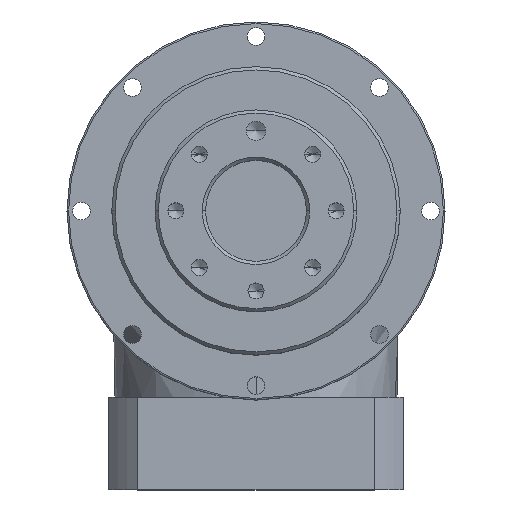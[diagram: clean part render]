
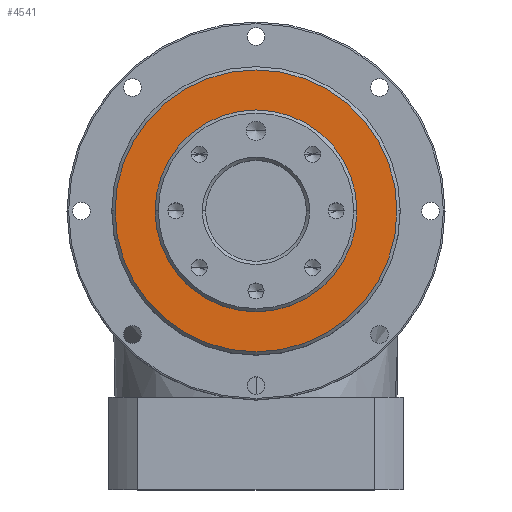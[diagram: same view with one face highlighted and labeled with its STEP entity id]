
A CAD part, top view. The second image highlights one B-rep face of the part: STEP entity #4541.
In plain terms, the highlighted planar face has unit normal (0, 0, 1).
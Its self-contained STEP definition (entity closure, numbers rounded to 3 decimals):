
#237 = CARTESIAN_POINT ( 'NONE',  ( 0., 0., -6. ) ) ;
#321 = CARTESIAN_POINT ( 'NONE',  ( 0., 0., -6. ) ) ;
#454 = ORIENTED_EDGE ( 'NONE', *, *, #7670, .F. ) ;
#460 = CIRCLE ( 'NONE', #3621, 44. ) ;
#580 = AXIS2_PLACEMENT_3D ( 'NONE', #4086, #9688, #4883 ) ;
#707 = DIRECTION ( 'NONE',  ( 1., 0., 0. ) ) ;
#798 = CIRCLE ( 'NONE', #580, 31.5 ) ;
#1024 = DIRECTION ( 'NONE',  ( 1., 0., 0. ) ) ;
#2188 = ORIENTED_EDGE ( 'NONE', *, *, #4867, .T. ) ;
#3115 = VERTEX_POINT ( 'NONE', #3549 ) ;
#3549 = CARTESIAN_POINT ( 'NONE',  ( -31.5, 0., -6. ) ) ;
#3621 = AXIS2_PLACEMENT_3D ( 'NONE', #9468, #4652, #10282 ) ;
#4086 = CARTESIAN_POINT ( 'NONE',  ( 0., 0., -6. ) ) ;
#4329 = AXIS2_PLACEMENT_3D ( 'NONE', #237, #5787, #1024 ) ;
#4359 = DIRECTION ( 'NONE',  ( 0., 0., 1. ) ) ;
#4541 = ADVANCED_FACE ( 'NONE', ( #8031, #5896 ), #8333, .T. ) ;
#4652 = DIRECTION ( 'NONE',  ( 0., 0., 1. ) ) ;
#4867 = EDGE_CURVE ( 'NONE', #7156, #8029, #6512, .T. ) ;
#4883 = DIRECTION ( 'NONE',  ( 1., 0., 0. ) ) ;
#5082 = EDGE_CURVE ( 'NONE', #6988, #3115, #798, .T. ) ;
#5475 = DIRECTION ( 'NONE',  ( 0., 0., 1. ) ) ;
#5582 = AXIS2_PLACEMENT_3D ( 'NONE', #10307, #5475, #707 ) ;
#5787 = DIRECTION ( 'NONE',  ( 0., 0., 1. ) ) ;
#5896 = FACE_BOUND ( 'NONE', #8936, .T. ) ;
#6437 = CIRCLE ( 'NONE', #4329, 31.5 ) ;
#6512 = CIRCLE ( 'NONE', #5582, 44. ) ;
#6833 = AXIS2_PLACEMENT_3D ( 'NONE', #321, #4359, #9985 ) ;
#6988 = VERTEX_POINT ( 'NONE', #7000 ) ;
#7000 = CARTESIAN_POINT ( 'NONE',  ( 31.5, 0., -6. ) ) ;
#7156 = VERTEX_POINT ( 'NONE', #9748 ) ;
#7670 = EDGE_CURVE ( 'NONE', #3115, #6988, #6437, .T. ) ;
#7909 = CARTESIAN_POINT ( 'NONE',  ( 44., 0., -6. ) ) ;
#7959 = EDGE_CURVE ( 'NONE', #8029, #7156, #460, .T. ) ;
#8029 = VERTEX_POINT ( 'NONE', #7909 ) ;
#8031 = FACE_OUTER_BOUND ( 'NONE', #8982, .T. ) ;
#8333 = PLANE ( 'NONE',  #6833 ) ;
#8715 = ORIENTED_EDGE ( 'NONE', *, *, #5082, .F. ) ;
#8936 = EDGE_LOOP ( 'NONE', ( #8715, #454 ) ) ;
#8949 = ORIENTED_EDGE ( 'NONE', *, *, #7959, .T. ) ;
#8982 = EDGE_LOOP ( 'NONE', ( #2188, #8949 ) ) ;
#9468 = CARTESIAN_POINT ( 'NONE',  ( 0., 0., -6. ) ) ;
#9688 = DIRECTION ( 'NONE',  ( 0., 0., 1. ) ) ;
#9748 = CARTESIAN_POINT ( 'NONE',  ( -44., 0., -6. ) ) ;
#9985 = DIRECTION ( 'NONE',  ( 1., 0., 0. ) ) ;
#10282 = DIRECTION ( 'NONE',  ( 1., 0., 0. ) ) ;
#10307 = CARTESIAN_POINT ( 'NONE',  ( 0., 0., -6. ) ) ;
